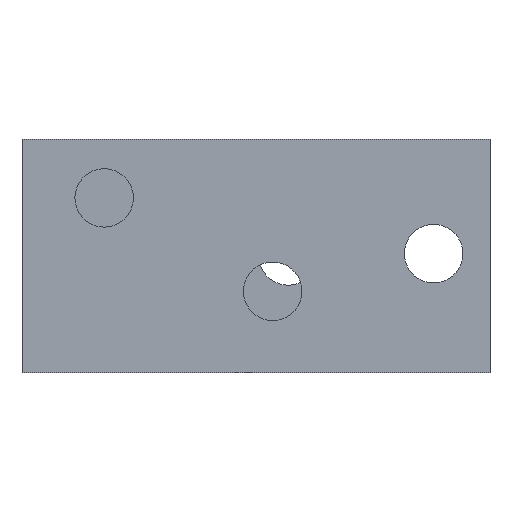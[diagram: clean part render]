
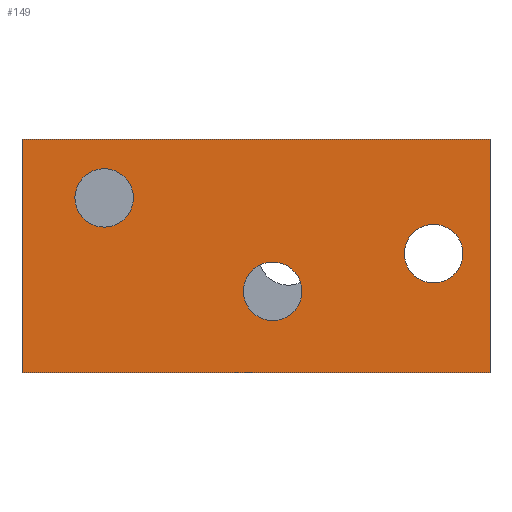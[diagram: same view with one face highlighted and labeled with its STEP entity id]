
A CAD part, front view. The second image highlights one B-rep face of the part: STEP entity #149.
In plain terms, the highlighted planar face has unit normal (0, -1, 0).
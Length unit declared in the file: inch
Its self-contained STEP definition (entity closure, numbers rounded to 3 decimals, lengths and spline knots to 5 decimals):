
#114=FACE_BOUND('',#182,.T.);
#115=FACE_BOUND('',#183,.T.);
#116=FACE_BOUND('',#184,.T.);
#117=FACE_BOUND('',#185,.T.);
#137=CIRCLE('',#389,0.5);
#138=CIRCLE('',#390,0.5);
#139=CIRCLE('',#391,0.5);
#149=ADVANCED_FACE('',(#114,#115,#116,#117),#164,.F.);
#164=PLANE('',#392);
#182=EDGE_LOOP('',(#232));
#183=EDGE_LOOP('',(#233));
#184=EDGE_LOOP('',(#234));
#185=EDGE_LOOP('',(#235,#236,#237,#238));
#232=ORIENTED_EDGE('',*,*,#322,.T.);
#233=ORIENTED_EDGE('',*,*,#323,.T.);
#234=ORIENTED_EDGE('',*,*,#324,.T.);
#235=ORIENTED_EDGE('',*,*,#317,.T.);
#236=ORIENTED_EDGE('',*,*,#302,.F.);
#237=ORIENTED_EDGE('',*,*,#315,.F.);
#238=ORIENTED_EDGE('',*,*,#325,.T.);
#276=VERTEX_POINT('',#489);
#277=VERTEX_POINT('',#491);
#287=VERTEX_POINT('',#515);
#289=VERTEX_POINT('',#521);
#292=VERTEX_POINT('',#530);
#293=VERTEX_POINT('',#532);
#294=VERTEX_POINT('',#534);
#302=EDGE_CURVE('',#276,#277,#336,.T.);
#315=EDGE_CURVE('',#287,#276,#347,.T.);
#317=EDGE_CURVE('',#289,#277,#349,.T.);
#322=EDGE_CURVE('',#292,#292,#137,.T.);
#323=EDGE_CURVE('',#293,#293,#138,.T.);
#324=EDGE_CURVE('',#294,#294,#139,.T.);
#325=EDGE_CURVE('',#287,#289,#354,.T.);
#336=LINE('',#490,#360);
#347=LINE('',#516,#371);
#349=LINE('',#520,#373);
#354=LINE('',#535,#378);
#360=VECTOR('',#412,1.);
#371=VECTOR('',#431,1.);
#373=VECTOR('',#435,1.);
#378=VECTOR('',#448,1.);
#389=AXIS2_PLACEMENT_3D('',#529,#442,#443);
#390=AXIS2_PLACEMENT_3D('',#531,#444,#445);
#391=AXIS2_PLACEMENT_3D('',#533,#446,#447);
#392=AXIS2_PLACEMENT_3D('',#536,#449,#450);
#412=DIRECTION('',(0.,0.,-1.));
#431=DIRECTION('',(1.,0.,0.));
#435=DIRECTION('',(1.,0.,0.));
#442=DIRECTION('',(0.,1.,0.));
#443=DIRECTION('',(-1.,0.,0.));
#444=DIRECTION('',(0.,1.,0.));
#445=DIRECTION('',(-1.,0.,0.));
#446=DIRECTION('',(0.,1.,0.));
#447=DIRECTION('',(-1.,0.,0.));
#448=DIRECTION('',(0.,0.,-1.));
#449=DIRECTION('',(0.,1.,0.));
#450=DIRECTION('',(-1.,0.,0.));
#489=CARTESIAN_POINT('',(8.1,2.05183,4.));
#490=CARTESIAN_POINT('',(8.1,2.05183,4.));
#491=CARTESIAN_POINT('',(8.1,2.05183,0.));
#515=CARTESIAN_POINT('',(0.1,2.05183,4.));
#516=CARTESIAN_POINT('',(0.1,2.05183,4.));
#520=CARTESIAN_POINT('',(0.1,2.05183,0.));
#521=CARTESIAN_POINT('',(0.1,2.05183,0.));
#529=CARTESIAN_POINT('',(1.50435,2.05183,2.99325));
#530=CARTESIAN_POINT('',(1.00435,2.05183,2.99325));
#531=CARTESIAN_POINT('',(4.38535,2.05183,1.39638));
#532=CARTESIAN_POINT('',(3.88535,2.05183,1.39638));
#533=CARTESIAN_POINT('',(7.1358,2.05183,2.03991));
#534=CARTESIAN_POINT('',(6.6358,2.05183,2.03991));
#535=CARTESIAN_POINT('',(0.1,2.05183,4.));
#536=CARTESIAN_POINT('',(0.1,2.05183,4.));
